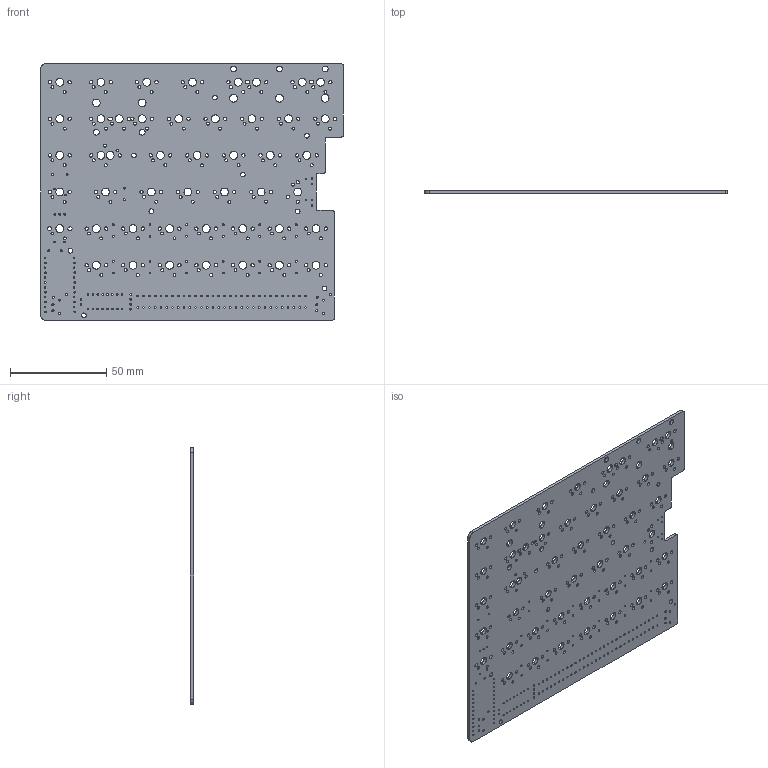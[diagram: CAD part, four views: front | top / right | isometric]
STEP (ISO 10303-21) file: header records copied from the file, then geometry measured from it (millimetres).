
FILE_DESCRIPTION (( 'STEP AP214' ), '1' );
FILE_NAME ('NB-102-0107_snap_left_pcb_top.STEP', '2022-02-08T07:03:41', ( '' ), ( '' ), 'SwSTEP 2.0', 'SolidWorks 2020', '' );
FILE_SCHEMA (( 'AUTOMOTIVE_DESIGN' ));
Length unit declared in the file: millimetre
Products named in the file (1): NB-102-0107_snap_left_pcb_top
Bounding box: 157.25 x 1.6 x 133 mm (x, y, z)
Volume: 30309.9 mm3; surface area: 42330.5 mm2
Topology: 1 solids, 1 shells, 1124 faces, 3366 edges, 2244 vertices
Faces by surface type: cylinder 768, plane 356
Entity records: 40260 total; most frequent: DIRECTION 7152, CARTESIAN_POINT 6735, ORIENTED_EDGE 6732, EDGE_CURVE 3366, AXIS2_PLACEMENT_3D 2661, VERTEX_POINT 2244, EDGE_LOOP 1944, LINE 1830
